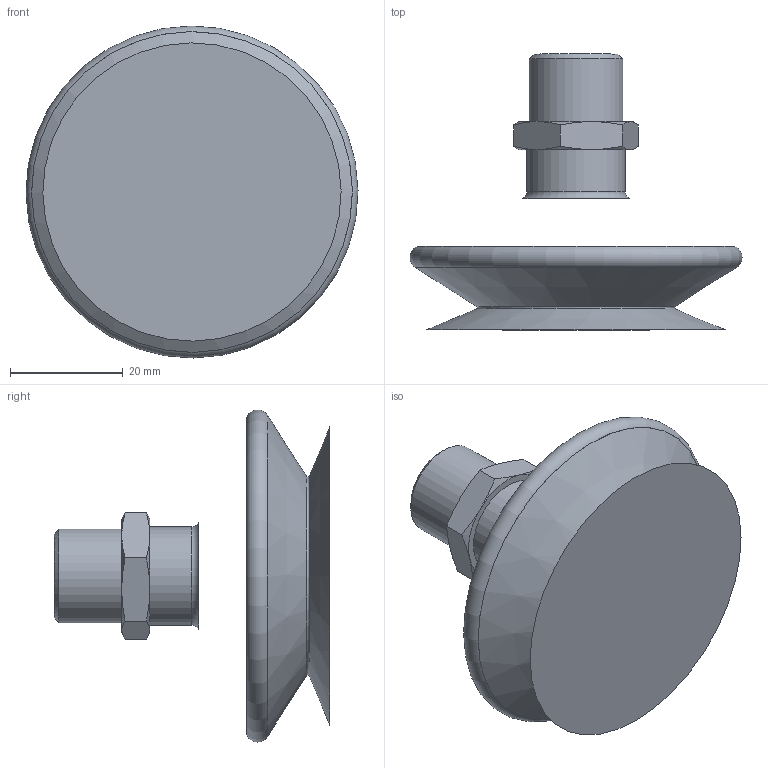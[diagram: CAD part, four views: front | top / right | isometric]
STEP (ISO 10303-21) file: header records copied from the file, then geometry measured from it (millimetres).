
FILE_DESCRIPTION(/* description */ (''),/* implementation_level */ '2;1');
FILE_NAME(/* name */ 'vf53nat_rac7r3-8m.stp',/* time_stamp */ '2024-05-17T12:42:36+02:00',/* author */ ('enginyeria3'),/* organization */ (''),/* preprocessor_version */ 'ST-DEVELOPER v20',/* originating_system */ 'Autodesk Inventor 2024',/* authorisation */ '');
FILE_SCHEMA (('AUTOMOTIVE_DESIGN { 1 0 10303 214 3 1 1 }'));
Length unit declared in the file: millimetre
Products named in the file (1): Pieza24
Bounding box: 59 x 49 x 59 mm (x, y, z)
Volume: 44270.6 mm3; surface area: 11103 mm2
Topology: 1 solids, 2 shells, 39 faces, 81 edges, 49 vertices
Faces by surface type: cone 18, plane 13, cylinder 5, torus 3
Full cylindrical faces by diameter (mm): 6 x1, 6.707 x1, 11 x1, 16.662 x1, 17.5 x1
Entity records: 1083 total; most frequent: CARTESIAN_POINT 218, DIRECTION 177, ORIENTED_EDGE 162, EDGE_CURVE 81, AXIS2_PLACEMENT_3D 80, VERTEX_POINT 49, EDGE_LOOP 44, CIRCLE 40
